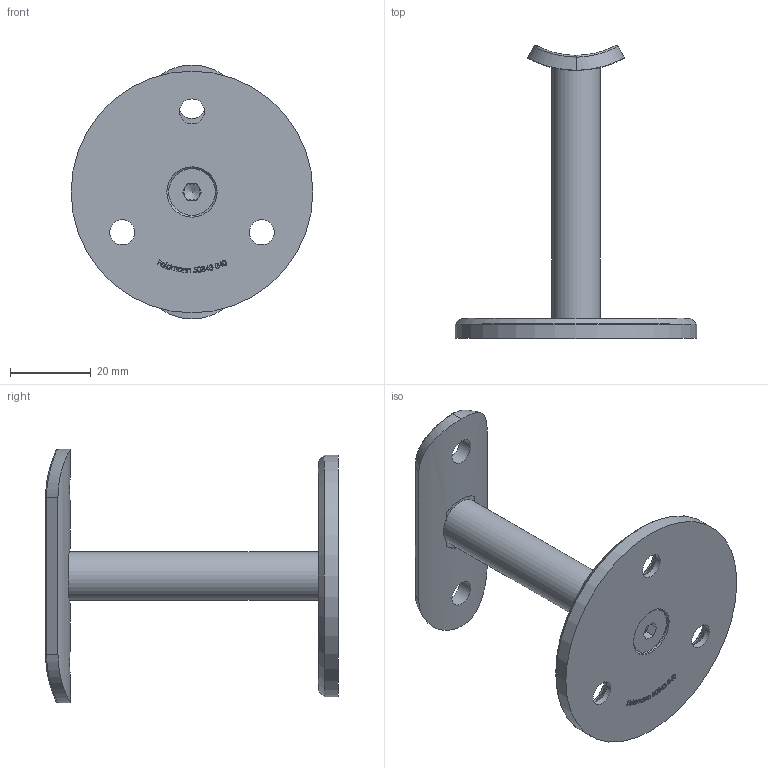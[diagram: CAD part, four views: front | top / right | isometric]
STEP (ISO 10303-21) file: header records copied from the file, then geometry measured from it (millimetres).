
FILE_DESCRIPTION (( 'STEP AP203' ), '1' );
FILE_NAME ('50343-240.step', '2024-01-15T08:44:45', ( '' ), ( '' ), 'SwSTEP 2.0', 'SolidWorks 2018', '' );
FILE_SCHEMA (( 'CONFIG_CONTROL_DESIGN' ));
Length unit declared in the file: millimetre
Products named in the file (5): socket countersunk head screw_din_DIN 7991 - M6 x 12 --- 12S; 5034X-240 Teil2_5034X-240 Teil2; 50343-240; 5034X-240 Teil1_50343-240 Teil1; 50343-240 Teil3_50343-240 Teil3
Assembly tree (5 placements, depth 2):
  50343-240
    5034X-240 Teil1_50343-240 Teil1
    5034X-240 Teil2_5034X-240 Teil2
    50343-240 Teil3_50343-240 Teil3
    socket countersunk head screw_din_DIN 7991 - M6 x 12 --- 12S  x2
Bounding box: 60 x 72.65 x 63 mm (x, y, z)
Volume: 24156.9 mm3; surface area: 13805.7 mm2
Topology: 5 solids, 5 shells, 372 faces, 927 edges, 590 vertices
Faces by surface type: plane 161, bspline 112, cone 48, cylinder 43, torus 8
Full cylindrical faces by diameter (mm): 5 x2, 6 x16, 6.2 x3, 6.5 x3, 11.57 x2, 12 x1, 12.2 x3, 12.5 x2, 60 x1
Entity records: 16821 total; most frequent: CARTESIAN_POINT 9378, ORIENTED_EDGE 1530, DIRECTION 1052, EDGE_CURVE 765, VERTEX_POINT 529, LINE 450, VECTOR 450, EDGE_LOOP 428
